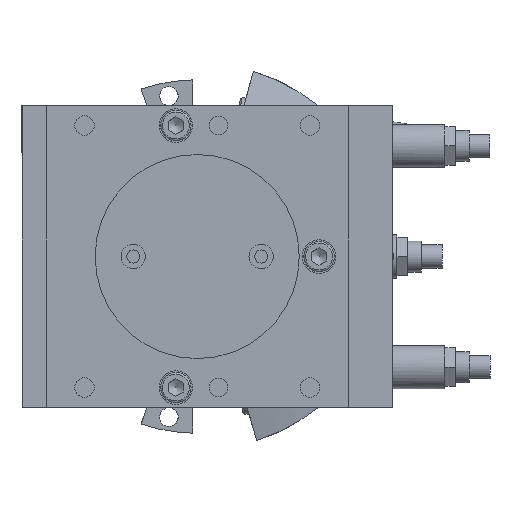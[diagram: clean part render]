
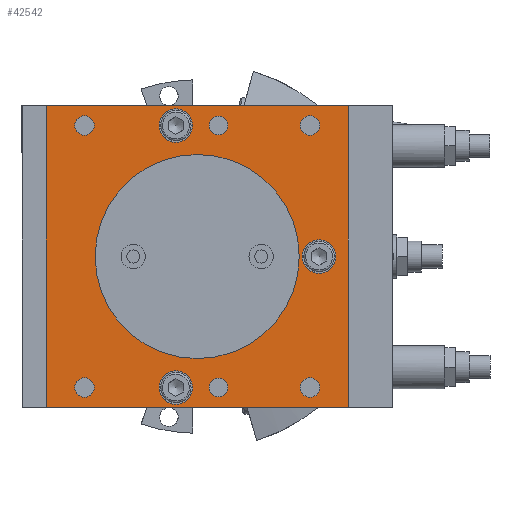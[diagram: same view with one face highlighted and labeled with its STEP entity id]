
A CAD part, front view. The second image highlights one B-rep face of the part: STEP entity #42542.
In plain terms, the highlighted planar face has unit normal (0, -1, 0).
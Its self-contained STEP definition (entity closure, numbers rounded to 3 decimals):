
#41979=CARTESIAN_POINT('',(-49.5,-15.,-49.5));
#41980=VERTEX_POINT('',#41979);
#41987=CARTESIAN_POINT('',(-49.5,-15.,49.5));
#41988=VERTEX_POINT('',#41987);
#41989=CARTESIAN_POINT('',(-49.5,-15.,-49.5));
#41990=DIRECTION('',(0.0,0.0,1.0));
#41991=VECTOR('',#41990,99.);
#41992=LINE('',#41989,#41991);
#41993=EDGE_CURVE('',#41980,#41988,#41992,.T.);
#42010=CARTESIAN_POINT('',(49.5,-15.,-49.5));
#42011=VERTEX_POINT('',#42010);
#42018=CARTESIAN_POINT('',(49.5,-15.,-49.5));
#42019=DIRECTION('',(-1.0,0.0,0.0));
#42020=VECTOR('',#42019,99.);
#42021=LINE('',#42018,#42020);
#42022=EDGE_CURVE('',#42011,#41980,#42021,.T.);
#42085=CARTESIAN_POINT('',(33.5,-15.,0.));
#42086=VERTEX_POINT('',#42085);
#42087=CARTESIAN_POINT('',(0.,-15.0,0.));
#42088=DIRECTION('',(0.0,1.0,0.0));
#42089=DIRECTION('',(-1.0,0.0,0.0));
#42090=AXIS2_PLACEMENT_3D('',#42087,#42088,#42089);
#42091=CIRCLE('',#42090,33.5);
#42092=EDGE_CURVE('',#42086,#42086,#42091,.T.);
#42164=CARTESIAN_POINT('',(45.5,-15.,0.));
#42165=VERTEX_POINT('',#42164);
#42166=CARTESIAN_POINT('',(40.,-15.,0.));
#42167=DIRECTION('',(0.0,1.0,0.0));
#42168=DIRECTION('',(1.0,0.0,0.0));
#42169=AXIS2_PLACEMENT_3D('',#42166,#42167,#42168);
#42170=CIRCLE('',#42169,5.5);
#42171=EDGE_CURVE('',#42165,#42165,#42170,.T.);
#42220=CARTESIAN_POINT('',(10.,-15.0,-43.));
#42221=VERTEX_POINT('',#42220);
#42222=CARTESIAN_POINT('',(7.,-15.0,-43.));
#42223=DIRECTION('',(0.0,1.0,0.0));
#42224=DIRECTION('',(1.0,0.0,0.0));
#42225=AXIS2_PLACEMENT_3D('',#42222,#42223,#42224);
#42226=CIRCLE('',#42225,3.0);
#42227=EDGE_CURVE('',#42221,#42221,#42226,.T.);
#42240=CARTESIAN_POINT('',(10.,-15.0,43.));
#42241=VERTEX_POINT('',#42240);
#42242=CARTESIAN_POINT('',(7.,-15.0,43.));
#42243=DIRECTION('',(0.0,1.0,0.0));
#42244=DIRECTION('',(1.0,0.0,0.0));
#42245=AXIS2_PLACEMENT_3D('',#42242,#42243,#42244);
#42246=CIRCLE('',#42245,3.0);
#42247=EDGE_CURVE('',#42241,#42241,#42246,.T.);
#42288=CARTESIAN_POINT('',(-1.5,-15.0,-43.));
#42289=VERTEX_POINT('',#42288);
#42290=CARTESIAN_POINT('',(-7.,-15.0,-43.));
#42291=DIRECTION('',(0.0,1.0,0.0));
#42292=DIRECTION('',(1.0,0.0,0.0));
#42293=AXIS2_PLACEMENT_3D('',#42290,#42291,#42292);
#42294=CIRCLE('',#42293,5.5);
#42295=EDGE_CURVE('',#42289,#42289,#42294,.T.);
#42348=CARTESIAN_POINT('',(-1.5,-15.0,43.));
#42349=VERTEX_POINT('',#42348);
#42350=CARTESIAN_POINT('',(-7.,-15.0,43.));
#42351=DIRECTION('',(0.0,1.0,0.0));
#42352=DIRECTION('',(1.0,0.0,0.0));
#42353=AXIS2_PLACEMENT_3D('',#42350,#42351,#42352);
#42354=CIRCLE('',#42353,5.5);
#42355=EDGE_CURVE('',#42349,#42349,#42354,.T.);
#42388=CARTESIAN_POINT('',(40.2,-15.,-43.));
#42389=VERTEX_POINT('',#42388);
#42390=CARTESIAN_POINT('',(37.,-15.,-43.));
#42391=DIRECTION('',(0.0,1.0,0.0));
#42392=DIRECTION('',(1.0,0.0,0.0));
#42393=AXIS2_PLACEMENT_3D('',#42390,#42391,#42392);
#42394=CIRCLE('',#42393,3.2);
#42395=EDGE_CURVE('',#42389,#42389,#42394,.T.);
#42408=CARTESIAN_POINT('',(-33.8,-15.,-43.));
#42409=VERTEX_POINT('',#42408);
#42410=CARTESIAN_POINT('',(-37.,-15.,-43.));
#42411=DIRECTION('',(0.0,1.0,0.0));
#42412=DIRECTION('',(1.0,0.0,0.0));
#42413=AXIS2_PLACEMENT_3D('',#42410,#42411,#42412);
#42414=CIRCLE('',#42413,3.2);
#42415=EDGE_CURVE('',#42409,#42409,#42414,.T.);
#42428=CARTESIAN_POINT('',(40.2,-15.,43.));
#42429=VERTEX_POINT('',#42428);
#42430=CARTESIAN_POINT('',(37.,-15.,43.));
#42431=DIRECTION('',(0.0,1.0,0.0));
#42432=DIRECTION('',(1.0,0.0,0.0));
#42433=AXIS2_PLACEMENT_3D('',#42430,#42431,#42432);
#42434=CIRCLE('',#42433,3.2);
#42435=EDGE_CURVE('',#42429,#42429,#42434,.T.);
#42448=CARTESIAN_POINT('',(-33.8,-15.,43.));
#42449=VERTEX_POINT('',#42448);
#42450=CARTESIAN_POINT('',(-37.,-15.,43.));
#42451=DIRECTION('',(0.0,1.0,0.0));
#42452=DIRECTION('',(1.0,0.0,0.0));
#42453=AXIS2_PLACEMENT_3D('',#42450,#42451,#42452);
#42454=CIRCLE('',#42453,3.2);
#42455=EDGE_CURVE('',#42449,#42449,#42454,.T.);
#42465=CARTESIAN_POINT('',(49.5,-15.,49.5));
#42466=VERTEX_POINT('',#42465);
#42473=CARTESIAN_POINT('',(49.5,-15.,49.5));
#42474=DIRECTION('',(0.0,0.0,-1.0));
#42475=VECTOR('',#42474,99.0);
#42476=LINE('',#42473,#42475);
#42477=EDGE_CURVE('',#42466,#42011,#42476,.T.);
#42490=CARTESIAN_POINT('',(-49.5,-15.,49.5));
#42491=DIRECTION('',(1.0,0.0,0.0));
#42492=VECTOR('',#42491,99.0);
#42493=LINE('',#42490,#42492);
#42494=EDGE_CURVE('',#41988,#42466,#42493,.T.);
#42501=CARTESIAN_POINT('',(0.,-15.0,0.));
#42502=DIRECTION('',(0.0,-1.0,0.0));
#42503=DIRECTION('',(1.0,0.0,0.0));
#42504=AXIS2_PLACEMENT_3D('',#42501,#42502,#42503);
#42505=PLANE('',#42504);
#42506=ORIENTED_EDGE('',*,*,#42477,.F.);
#42507=ORIENTED_EDGE('',*,*,#42494,.F.);
#42508=ORIENTED_EDGE('',*,*,#41993,.F.);
#42509=ORIENTED_EDGE('',*,*,#42022,.F.);
#42510=EDGE_LOOP('',(#42506,#42507,#42508,#42509));
#42511=FACE_OUTER_BOUND('',#42510,.T.);
#42512=ORIENTED_EDGE('',*,*,#42092,.T.);
#42513=EDGE_LOOP('',(#42512));
#42514=FACE_BOUND('',#42513,.T.);
#42515=ORIENTED_EDGE('',*,*,#42171,.T.);
#42516=EDGE_LOOP('',(#42515));
#42517=FACE_BOUND('',#42516,.T.);
#42518=ORIENTED_EDGE('',*,*,#42227,.T.);
#42519=EDGE_LOOP('',(#42518));
#42520=FACE_BOUND('',#42519,.T.);
#42521=ORIENTED_EDGE('',*,*,#42247,.T.);
#42522=EDGE_LOOP('',(#42521));
#42523=FACE_BOUND('',#42522,.T.);
#42524=ORIENTED_EDGE('',*,*,#42295,.T.);
#42525=EDGE_LOOP('',(#42524));
#42526=FACE_BOUND('',#42525,.T.);
#42527=ORIENTED_EDGE('',*,*,#42355,.T.);
#42528=EDGE_LOOP('',(#42527));
#42529=FACE_BOUND('',#42528,.T.);
#42530=ORIENTED_EDGE('',*,*,#42395,.T.);
#42531=EDGE_LOOP('',(#42530));
#42532=FACE_BOUND('',#42531,.T.);
#42533=ORIENTED_EDGE('',*,*,#42415,.T.);
#42534=EDGE_LOOP('',(#42533));
#42535=FACE_BOUND('',#42534,.T.);
#42536=ORIENTED_EDGE('',*,*,#42435,.T.);
#42537=EDGE_LOOP('',(#42536));
#42538=FACE_BOUND('',#42537,.T.);
#42539=ORIENTED_EDGE('',*,*,#42455,.T.);
#42540=EDGE_LOOP('',(#42539));
#42541=FACE_BOUND('',#42540,.T.);
#42542=ADVANCED_FACE('',(#42511,#42514,#42517,#42520,#42523,#42526,#42529,#42532,#42535,#42538,#42541),#42505,.T.);
